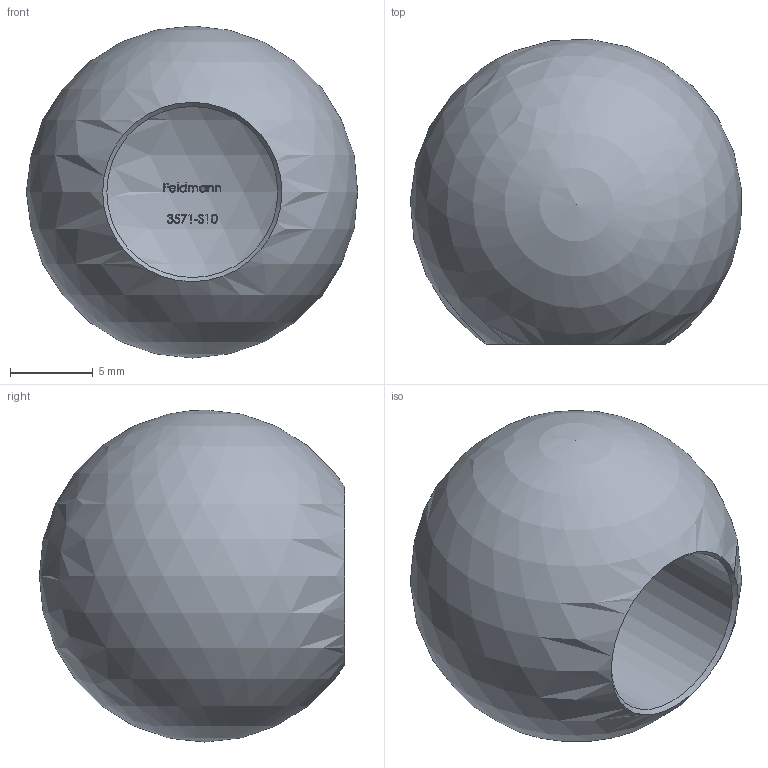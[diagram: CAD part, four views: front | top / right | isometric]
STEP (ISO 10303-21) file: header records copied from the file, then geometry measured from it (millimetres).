
FILE_DESCRIPTION (( 'STEP AP203' ), '1' );
FILE_NAME ('3571-S10.step', '2020-02-03T15:36:07', ( '' ), ( '' ), 'SwSTEP 2.0', 'SolidWorks 2015', '' );
FILE_SCHEMA (( 'CONFIG_CONTROL_DESIGN' ));
Length unit declared in the file: millimetre
Products named in the file (2): 3571-S10
Bounding box: 19.95 x 18.38 x 20 mm (x, y, z)
Volume: 3051.5 mm3; surface area: 1555.5 mm2
Topology: 1 solids, 17 shells, 221 faces, 551 edges, 367 vertices
Faces by surface type: bspline 94, plane 87, cone 38, cylinder 1, sphere 1
Full cylindrical faces by diameter (mm): 10.3 x1
Entity records: 10335 total; most frequent: CARTESIAN_POINT 6013, ORIENTED_EDGE 1092, EDGE_CURVE 546, DIRECTION 435, VERTEX_POINT 365, B_SPLINE_CURVE_WITH_KNOTS 340, EDGE_LOOP 227, FACE_OUTER_BOUND 206
